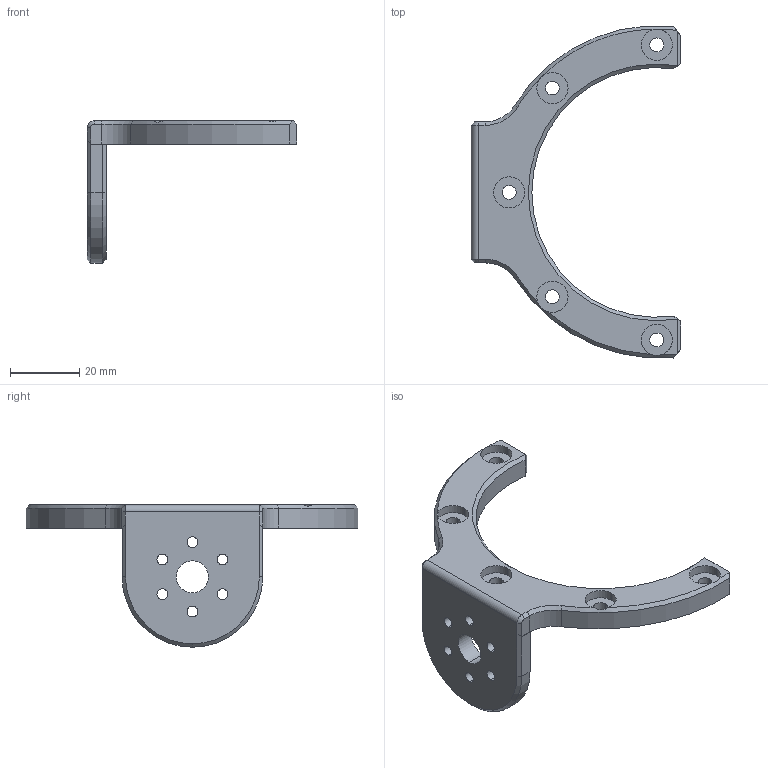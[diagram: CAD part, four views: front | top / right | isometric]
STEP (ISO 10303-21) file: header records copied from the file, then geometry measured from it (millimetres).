
FILE_DESCRIPTION (( 'STEP AP214' ), '1' );
FILE_NAME ('hip.STEP', '2024-08-06T06:03:11', ( '' ), ( '' ), 'SwSTEP 2.0', 'SolidWorks 2020', '' );
FILE_SCHEMA (( 'AUTOMOTIVE_DESIGN' ));
Length unit declared in the file: millimetre
Products named in the file (1): hip
Bounding box: 60.32 x 95.6 x 41.04 mm (x, y, z)
Volume: 17725.6 mm3; surface area: 9542 mm2
Topology: 1 solids, 1 shells, 100 faces, 251 edges, 162 vertices
Faces by surface type: cylinder 53, plane 37, cone 10
Entity records: 3134 total; most frequent: DIRECTION 566, CARTESIAN_POINT 554, ORIENTED_EDGE 502, EDGE_CURVE 251, AXIS2_PLACEMENT_3D 222, VERTEX_POINT 162, EDGE_LOOP 133, LINE 122
